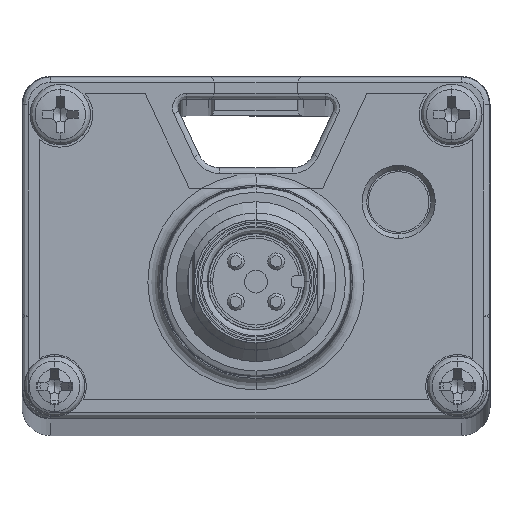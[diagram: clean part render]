
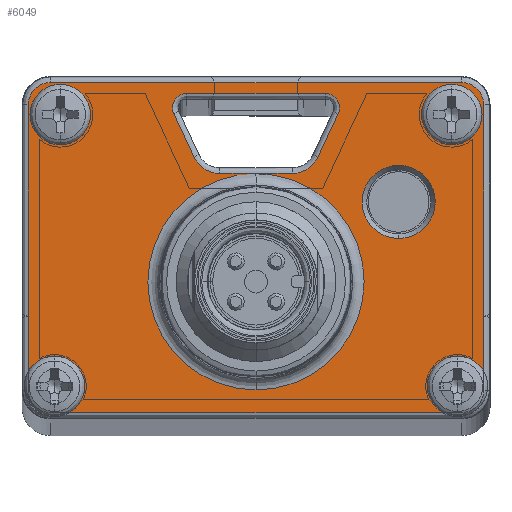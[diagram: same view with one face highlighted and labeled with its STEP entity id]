
A CAD part, top view. The second image highlights one B-rep face of the part: STEP entity #6049.
In plain terms, the highlighted planar face has unit normal (0, 0, 1).
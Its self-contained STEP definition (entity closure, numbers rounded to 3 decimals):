
#529=CARTESIAN_POINT('',(-18.,-2.5,2.));
#530=DIRECTION('',(0.,0.,-1.));
#531=DIRECTION('',(-1.,0.,0.));
#532=AXIS2_PLACEMENT_3D('',#529,#530,#531);
#534=CARTESIAN_POINT('',(18.,-2.5,2.));
#535=DIRECTION('',(0.,0.,-1.));
#536=DIRECTION('',(0.,1.,0.));
#537=AXIS2_PLACEMENT_3D('',#534,#535,#536);
#539=CARTESIAN_POINT('',(18.,-27.5,2.));
#540=DIRECTION('',(0.,0.,-1.));
#541=DIRECTION('',(1.,0.,0.));
#542=AXIS2_PLACEMENT_3D('',#539,#540,#541);
#544=CARTESIAN_POINT('',(-18.,-27.5,2.));
#545=DIRECTION('',(0.,0.,-1.));
#546=DIRECTION('',(0.,-1.,0.));
#547=AXIS2_PLACEMENT_3D('',#544,#545,#546);
#549=CARTESIAN_POINT('',(-17.65,-27.15,2.));
#550=DIRECTION('',(0.,0.,1.));
#551=DIRECTION('',(1.,0.,0.));
#552=AXIS2_PLACEMENT_3D('',#549,#550,#551);
#554=CARTESIAN_POINT('',(-17.65,-27.15,2.));
#555=DIRECTION('',(0.,0.,1.));
#556=DIRECTION('',(-1.,0.,0.));
#557=AXIS2_PLACEMENT_3D('',#554,#555,#556);
#559=CARTESIAN_POINT('',(17.65,-27.15,2.));
#560=DIRECTION('',(0.,0.,1.));
#561=DIRECTION('',(1.,0.,0.));
#562=AXIS2_PLACEMENT_3D('',#559,#560,#561);
#564=CARTESIAN_POINT('',(17.65,-27.15,2.));
#565=DIRECTION('',(0.,0.,1.));
#566=DIRECTION('',(-1.,0.,0.));
#567=AXIS2_PLACEMENT_3D('',#564,#565,#566);
#569=CARTESIAN_POINT('',(0.,-18.,2.));
#570=DIRECTION('',(0.,0.,1.));
#571=DIRECTION('',(0.,-1.,0.));
#572=AXIS2_PLACEMENT_3D('',#569,#570,#571);
#574=CARTESIAN_POINT('',(3.18,-6.,2.));
#575=DIRECTION('',(0.,0.,1.));
#576=DIRECTION('',(0.,-1.,0.));
#577=AXIS2_PLACEMENT_3D('',#574,#575,#576);
#579=DIRECTION('',(0.423,0.906,0.));
#580=VECTOR('',#579,4.169);
#581=CARTESIAN_POINT('',(5.446,-7.057,2.));
#582=LINE('',#581,#580);
#583=CARTESIAN_POINT('',(6.075,-2.75,2.));
#584=DIRECTION('',(0.,0.,1.));
#585=DIRECTION('',(0.906,-0.423,0.));
#586=AXIS2_PLACEMENT_3D('',#583,#584,#585);
#588=CARTESIAN_POINT('',(-6.075,-2.75,2.));
#589=DIRECTION('',(0.,0.,1.));
#590=DIRECTION('',(0.,1.,0.));
#591=AXIS2_PLACEMENT_3D('',#588,#589,#590);
#593=DIRECTION('',(0.423,-0.906,0.));
#594=VECTOR('',#593,4.169);
#595=CARTESIAN_POINT('',(-7.208,-3.278,2.));
#596=LINE('',#595,#594);
#597=CARTESIAN_POINT('',(-3.18,-6.,2.));
#598=DIRECTION('',(0.,0.,1.));
#599=DIRECTION('',(-0.906,-0.423,0.));
#600=AXIS2_PLACEMENT_3D('',#597,#598,#599);
#602=CARTESIAN_POINT('',(0.,-18.,2.));
#603=DIRECTION('',(0.,0.,1.));
#604=DIRECTION('',(0.004,1.,0.));
#605=AXIS2_PLACEMENT_3D('',#602,#603,#604);
#607=CARTESIAN_POINT('',(12.5,-11.,2.));
#608=DIRECTION('',(0.,0.,1.));
#609=DIRECTION('',(0.,-1.,0.));
#610=AXIS2_PLACEMENT_3D('',#607,#608,#609);
#612=CARTESIAN_POINT('',(12.5,-11.,2.));
#613=DIRECTION('',(0.,0.,1.));
#614=DIRECTION('',(0.,1.,0.));
#615=AXIS2_PLACEMENT_3D('',#612,#613,#614);
#617=CARTESIAN_POINT('',(17.15,-3.35,2.));
#618=DIRECTION('',(0.,0.,-1.));
#619=DIRECTION('',(0.,-1.,0.));
#620=AXIS2_PLACEMENT_3D('',#617,#618,#619);
#622=CARTESIAN_POINT('',(17.15,-3.35,2.));
#623=DIRECTION('',(0.,0.,-1.));
#624=DIRECTION('',(0.,1.,0.));
#625=AXIS2_PLACEMENT_3D('',#622,#623,#624);
#627=CARTESIAN_POINT('',(-17.15,-3.35,2.));
#628=DIRECTION('',(0.,0.,-1.));
#629=DIRECTION('',(0.,-1.,0.));
#630=AXIS2_PLACEMENT_3D('',#627,#628,#629);
#632=CARTESIAN_POINT('',(-17.15,-3.35,2.));
#633=DIRECTION('',(0.,0.,-1.));
#634=DIRECTION('',(0.,1.,0.));
#635=AXIS2_PLACEMENT_3D('',#632,#633,#634);
#642=DIRECTION('',(0.,-1.,0.));
#643=VECTOR('',#642,25.);
#644=CARTESIAN_POINT('',(-19.961,-2.5,2.));
#645=LINE('',#644,#643);
#666=DIRECTION('',(1.,0.,0.));
#667=VECTOR('',#666,36.);
#668=CARTESIAN_POINT('',(-18.,-29.461,2.));
#669=LINE('',#668,#667);
#685=DIRECTION('',(0.,1.,0.));
#686=VECTOR('',#685,25.);
#687=CARTESIAN_POINT('',(19.961,-27.5,2.));
#688=LINE('',#687,#686);
#704=DIRECTION('',(-1.,0.,0.));
#705=VECTOR('',#704,36.);
#706=CARTESIAN_POINT('',(18.,-0.539,2.));
#707=LINE('',#706,#705);
#1991=DIRECTION('',(1.,0.,0.));
#1992=VECTOR('',#1991,12.15);
#1993=CARTESIAN_POINT('',(-6.075,-1.5,
2.));
#1994=LINE('',#1993,#1992);
#2015=DIRECTION('',(-1.,-0.004,0.));
#2016=VECTOR('',#2015,3.18);
#2017=CARTESIAN_POINT('',(3.18,-8.5,2.));
#2018=LINE('',#2017,#2016);
#2019=DIRECTION('',(-1.,0.004,0.));
#2020=VECTOR('',#2019,3.18);
#2021=CARTESIAN_POINT('',(0.,-8.514,2.));
#2022=LINE('',#2021,#2020);
#4292=CARTESIAN_POINT('',(-18.,-0.539,2.));
#4293=VERTEX_POINT('',#4292);
#4294=CARTESIAN_POINT('',(-16.15,-27.15,2.));
#4295=CARTESIAN_POINT('',(-19.15,-27.15,2.));
#4296=VERTEX_POINT('',#4294);
#4297=VERTEX_POINT('',#4295);
#4298=CARTESIAN_POINT('',(19.15,-27.15,2.));
#4299=CARTESIAN_POINT('',(16.15,-27.15,2.));
#4300=VERTEX_POINT('',#4298);
#4301=VERTEX_POINT('',#4299);
#4302=CARTESIAN_POINT('',(0.,-27.474,2.));
#4303=CARTESIAN_POINT('',(-0.041,-8.526,2.));
#4304=VERTEX_POINT('',#4302);
#4305=VERTEX_POINT('',#4303);
#4306=CARTESIAN_POINT('',(-6.075,-1.5,2.));
#4307=CARTESIAN_POINT('',(-7.208,-3.278,
2.));
#4308=VERTEX_POINT('',#4306);
#4309=VERTEX_POINT('',#4307);
#4310=CARTESIAN_POINT('',(-5.446,-7.057,2.));
#4311=VERTEX_POINT('',#4310);
#4312=CARTESIAN_POINT('',(-3.18,-8.5,2.));
#4313=VERTEX_POINT('',#4312);
#4314=CARTESIAN_POINT('',(3.18,-8.5,2.));
#4315=CARTESIAN_POINT('',(5.446,-7.057,2.));
#4316=VERTEX_POINT('',#4314);
#4317=VERTEX_POINT('',#4315);
#4318=CARTESIAN_POINT('',(7.208,-3.278,2.));
#4319=VERTEX_POINT('',#4318);
#4320=CARTESIAN_POINT('',(6.075,-1.5,2.));
#4321=VERTEX_POINT('',#4320);
#4322=CARTESIAN_POINT('',(-19.961,-2.5,2.));
#4323=VERTEX_POINT('',#4322);
#4324=CARTESIAN_POINT('',(18.,-0.539,2.));
#4325=VERTEX_POINT('',#4324);
#4326=CARTESIAN_POINT('',(19.961,-2.5,2.));
#4327=VERTEX_POINT('',#4326);
#4328=CARTESIAN_POINT('',(19.961,-27.5,2.));
#4329=VERTEX_POINT('',#4328);
#4330=CARTESIAN_POINT('',(18.,-29.461,2.));
#4331=VERTEX_POINT('',#4330);
#4332=CARTESIAN_POINT('',(-18.,-29.461,2.));
#4333=VERTEX_POINT('',#4332);
#4334=CARTESIAN_POINT('',(-19.961,-27.5,2.));
#4335=VERTEX_POINT('',#4334);
#4336=CARTESIAN_POINT('',(12.5,-14.2,2.));
#4337=CARTESIAN_POINT('',(12.5,-7.8,2.));
#4338=VERTEX_POINT('',#4336);
#4339=VERTEX_POINT('',#4337);
#5254=CARTESIAN_POINT('',(17.15,-6.,2.));
#5255=CARTESIAN_POINT('',(17.15,-0.7,2.));
#5256=VERTEX_POINT('',#5254);
#5257=VERTEX_POINT('',#5255);
#5258=CARTESIAN_POINT('',(-17.15,-6.,2.));
#5259=CARTESIAN_POINT('',(-17.15,-0.7,2.));
#5260=VERTEX_POINT('',#5258);
#5261=VERTEX_POINT('',#5259);
#5973=CARTESIAN_POINT('',(0.,-15.,2.));
#5974=DIRECTION('',(0.,0.,1.));
#5975=DIRECTION('',(-1.,0.,0.));
#5976=AXIS2_PLACEMENT_3D('',#5973,#5974,#5975);
#5977=PLANE('',#5976);
#5979=ORIENTED_EDGE('',*,*,#5978,.T.);
#5981=ORIENTED_EDGE('',*,*,#5980,.F.);
#5983=ORIENTED_EDGE('',*,*,#5982,.T.);
#5985=ORIENTED_EDGE('',*,*,#5984,.F.);
#5987=ORIENTED_EDGE('',*,*,#5986,.T.);
#5989=ORIENTED_EDGE('',*,*,#5988,.F.);
#5991=ORIENTED_EDGE('',*,*,#5990,.T.);
#5993=ORIENTED_EDGE('',*,*,#5992,.F.);
#5994=EDGE_LOOP('',(#5979,#5981,#5983,#5985,#5987,#5989,#5991,#5993));
#5995=FACE_OUTER_BOUND('',#5994,.F.);
#5997=ORIENTED_EDGE('',*,*,#5996,.T.);
#5999=ORIENTED_EDGE('',*,*,#5998,.T.);
#6000=EDGE_LOOP('',(#5997,#5999));
#6001=FACE_BOUND('',#6000,.F.);
#6003=ORIENTED_EDGE('',*,*,#6002,.T.);
#6005=ORIENTED_EDGE('',*,*,#6004,.T.);
#6006=EDGE_LOOP('',(#6003,#6005));
#6007=FACE_BOUND('',#6006,.F.);
#6008=ORIENTED_EDGE('',*,*,#5956,.T.);
#6010=ORIENTED_EDGE('',*,*,#6009,.F.);
#6012=ORIENTED_EDGE('',*,*,#6011,.T.);
#6014=ORIENTED_EDGE('',*,*,#6013,.T.);
#6016=ORIENTED_EDGE('',*,*,#6015,.T.);
#6018=ORIENTED_EDGE('',*,*,#6017,.F.);
#6020=ORIENTED_EDGE('',*,*,#6019,.T.);
#6022=ORIENTED_EDGE('',*,*,#6021,.T.);
#6024=ORIENTED_EDGE('',*,*,#6023,.T.);
#6026=ORIENTED_EDGE('',*,*,#6025,.F.);
#6028=ORIENTED_EDGE('',*,*,#6027,.T.);
#6029=EDGE_LOOP('',(#6008,#6010,#6012,#6014,#6016,#6018,#6020,#6022,#6024,#6026,
#6028));
#6030=FACE_BOUND('',#6029,.F.);
#6032=ORIENTED_EDGE('',*,*,#6031,.T.);
#6034=ORIENTED_EDGE('',*,*,#6033,.T.);
#6035=EDGE_LOOP('',(#6032,#6034));
#6036=FACE_BOUND('',#6035,.F.);
#6038=ORIENTED_EDGE('',*,*,#6037,.F.);
#6040=ORIENTED_EDGE('',*,*,#6039,.F.);
#6041=EDGE_LOOP('',(#6038,#6040));
#6042=FACE_BOUND('',#6041,.F.);
#6044=ORIENTED_EDGE('',*,*,#6043,.F.);
#6046=ORIENTED_EDGE('',*,*,#6045,.F.);
#6047=EDGE_LOOP('',(#6044,#6046));
#6048=FACE_BOUND('',#6047,.F.);
#6049=ADVANCED_FACE('',(#5995,#6001,#6007,#6030,#6036,#6042,#6048),#5977,.T.);
#533=CIRCLE('',#532,1.961);
#538=CIRCLE('',#537,1.961);
#543=CIRCLE('',#542,1.961);
#548=CIRCLE('',#547,1.961);
#553=CIRCLE('',#552,1.5);
#558=CIRCLE('',#557,1.5);
#563=CIRCLE('',#562,1.5);
#568=CIRCLE('',#567,1.5);
#573=CIRCLE('',#572,9.474);
#578=CIRCLE('',#577,2.5);
#587=CIRCLE('',#586,1.25);
#592=CIRCLE('',#591,1.25);
#601=CIRCLE('',#600,2.5);
#606=CIRCLE('',#605,9.474);
#611=CIRCLE('',#610,3.2);
#616=CIRCLE('',#615,3.2);
#621=CIRCLE('',#620,2.65);
#626=CIRCLE('',#625,2.65);
#631=CIRCLE('',#630,2.65);
#636=CIRCLE('',#635,2.65);
#5956=EDGE_CURVE('',#4304,#4305,#573,.T.);
#5978=EDGE_CURVE('',#4323,#4293,#533,.T.);
#5980=EDGE_CURVE('',#4325,#4293,#707,.T.);
#5982=EDGE_CURVE('',#4325,#4327,#538,.T.);
#5984=EDGE_CURVE('',#4329,#4327,#688,.T.);
#5986=EDGE_CURVE('',#4329,#4331,#543,.T.);
#5988=EDGE_CURVE('',#4333,#4331,#669,.T.);
#5990=EDGE_CURVE('',#4333,#4335,#548,.T.);
#5992=EDGE_CURVE('',#4323,#4335,#645,.T.);
#5996=EDGE_CURVE('',#4296,#4297,#553,.T.);
#5998=EDGE_CURVE('',#4297,#4296,#558,.T.);
#6002=EDGE_CURVE('',#4300,#4301,#563,.T.);
#6004=EDGE_CURVE('',#4301,#4300,#568,.T.);
#6009=EDGE_CURVE('',#4316,#4305,#2018,.T.);
#6011=EDGE_CURVE('',#4316,#4317,#578,.T.);
#6013=EDGE_CURVE('',#4317,#4319,#582,.T.);
#6015=EDGE_CURVE('',#4319,#4321,#587,.T.);
#6017=EDGE_CURVE('',#4308,#4321,#1994,.T.);
#6019=EDGE_CURVE('',#4308,#4309,#592,.T.);
#6021=EDGE_CURVE('',#4309,#4311,#596,.T.);
#6023=EDGE_CURVE('',#4311,#4313,#601,.T.);
#6025=EDGE_CURVE('',#4305,#4313,#2022,.T.);
#6027=EDGE_CURVE('',#4305,#4304,#606,.T.);
#6031=EDGE_CURVE('',#4338,#4339,#611,.T.);
#6033=EDGE_CURVE('',#4339,#4338,#616,.T.);
#6037=EDGE_CURVE('',#5256,#5257,#621,.T.);
#6039=EDGE_CURVE('',#5257,#5256,#626,.T.);
#6043=EDGE_CURVE('',#5260,#5261,#631,.T.);
#6045=EDGE_CURVE('',#5261,#5260,#636,.T.);
